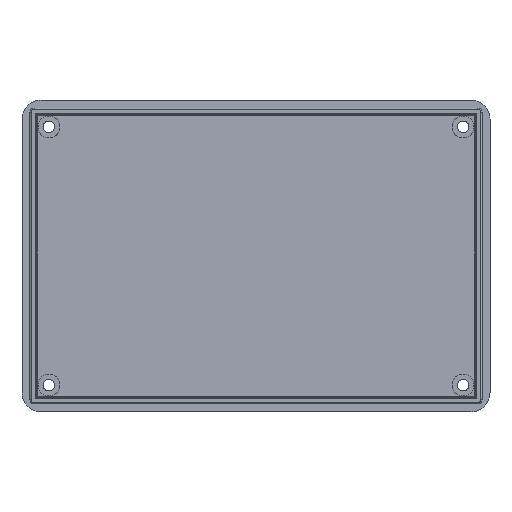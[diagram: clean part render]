
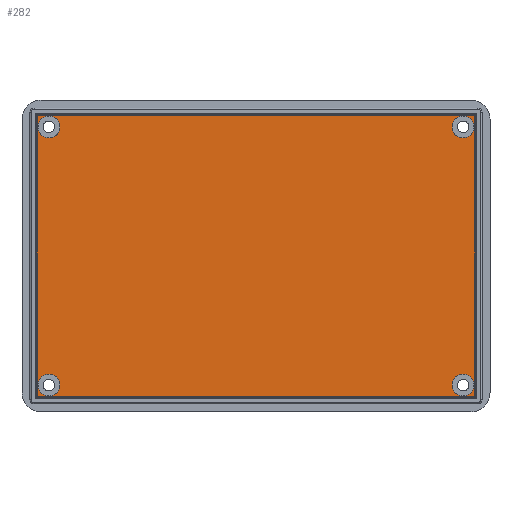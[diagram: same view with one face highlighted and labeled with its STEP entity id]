
A CAD part, top view. The second image highlights one B-rep face of the part: STEP entity #282.
In plain terms, the highlighted planar face has unit normal (0, 0, 1).
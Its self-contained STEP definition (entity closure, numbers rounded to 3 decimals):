
#59=CARTESIAN_POINT('',(56.071,-36.021,-1.9));
#60=VERTEX_POINT('',#59);
#68=CARTESIAN_POINT('',(-56.071,-36.021,-1.9));
#69=VERTEX_POINT('',#68);
#70=CARTESIAN_POINT('',(56.071,-36.021,-1.9));
#71=DIRECTION('',(-1.0,0.0,0.0));
#72=VECTOR('',#71,112.142);
#73=LINE('',#70,#72);
#74=EDGE_CURVE('',#60,#69,#73,.T.);
#100=CARTESIAN_POINT('',(-56.071,36.021,-1.9));
#101=VERTEX_POINT('',#100);
#102=CARTESIAN_POINT('',(-56.071,-36.021,-1.9));
#103=DIRECTION('',(0.0,1.0,0.0));
#104=VECTOR('',#103,72.042);
#105=LINE('',#102,#104);
#106=EDGE_CURVE('',#69,#101,#105,.T.);
#132=CARTESIAN_POINT('',(56.071,36.021,-1.9));
#133=VERTEX_POINT('',#132);
#134=CARTESIAN_POINT('',(-56.071,36.021,-1.9));
#135=DIRECTION('',(1.0,0.0,0.0));
#136=VECTOR('',#135,112.142);
#137=LINE('',#134,#136);
#138=EDGE_CURVE('',#101,#133,#137,.T.);
#162=CARTESIAN_POINT('',(56.071,36.021,-1.9));
#163=DIRECTION('',(0.0,-1.0,0.0));
#164=VECTOR('',#163,72.042);
#165=LINE('',#162,#164);
#166=EDGE_CURVE('',#133,#60,#165,.T.);
#227=CARTESIAN_POINT('',(0.,0.,-1.9));
#228=DIRECTION('',(0.0,0.0,1.0));
#229=DIRECTION('',(1.0,0.0,0.0));
#230=AXIS2_PLACEMENT_3D('',#227,#228,#229);
#231=PLANE('',#230);
#232=ORIENTED_EDGE('',*,*,#74,.F.);
#233=ORIENTED_EDGE('',*,*,#166,.F.);
#234=ORIENTED_EDGE('',*,*,#138,.F.);
#235=ORIENTED_EDGE('',*,*,#106,.F.);
#236=EDGE_LOOP('',(#232,#233,#234,#235));
#237=FACE_OUTER_BOUND('',#236,.T.);
#238=CARTESIAN_POINT('',(55.933,-33.1,-1.9));
#239=VERTEX_POINT('',#238);
#240=CARTESIAN_POINT('',(53.1,-33.1,-1.9));
#241=DIRECTION('',(0.0,0.0,1.0));
#242=DIRECTION('',(-1.0,0.0,0.0));
#243=AXIS2_PLACEMENT_3D('',#240,#241,#242);
#244=CIRCLE('',#243,2.833);
#245=EDGE_CURVE('',#239,#239,#244,.T.);
#246=ORIENTED_EDGE('',*,*,#245,.F.);
#247=EDGE_LOOP('',(#246));
#248=FACE_BOUND('',#247,.T.);
#249=CARTESIAN_POINT('',(-50.267,33.1,-1.9));
#250=VERTEX_POINT('',#249);
#251=CARTESIAN_POINT('',(-53.1,33.1,-1.9));
#252=DIRECTION('',(0.0,0.0,1.0));
#253=DIRECTION('',(-1.0,0.0,0.0));
#254=AXIS2_PLACEMENT_3D('',#251,#252,#253);
#255=CIRCLE('',#254,2.833);
#256=EDGE_CURVE('',#250,#250,#255,.T.);
#257=ORIENTED_EDGE('',*,*,#256,.F.);
#258=EDGE_LOOP('',(#257));
#259=FACE_BOUND('',#258,.T.);
#260=CARTESIAN_POINT('',(55.933,33.1,-1.9));
#261=VERTEX_POINT('',#260);
#262=CARTESIAN_POINT('',(53.1,33.1,-1.9));
#263=DIRECTION('',(0.0,0.0,1.0));
#264=DIRECTION('',(-1.0,0.0,0.0));
#265=AXIS2_PLACEMENT_3D('',#262,#263,#264);
#266=CIRCLE('',#265,2.833);
#267=EDGE_CURVE('',#261,#261,#266,.T.);
#268=ORIENTED_EDGE('',*,*,#267,.F.);
#269=EDGE_LOOP('',(#268));
#270=FACE_BOUND('',#269,.T.);
#271=CARTESIAN_POINT('',(-50.267,-33.1,-1.9));
#272=VERTEX_POINT('',#271);
#273=CARTESIAN_POINT('',(-53.1,-33.1,-1.9));
#274=DIRECTION('',(0.0,0.0,1.0));
#275=DIRECTION('',(-1.0,0.0,0.0));
#276=AXIS2_PLACEMENT_3D('',#273,#274,#275);
#277=CIRCLE('',#276,2.833);
#278=EDGE_CURVE('',#272,#272,#277,.T.);
#279=ORIENTED_EDGE('',*,*,#278,.F.);
#280=EDGE_LOOP('',(#279));
#281=FACE_BOUND('',#280,.T.);
#282=ADVANCED_FACE('',(#237,#248,#259,#270,#281),#231,.T.);
